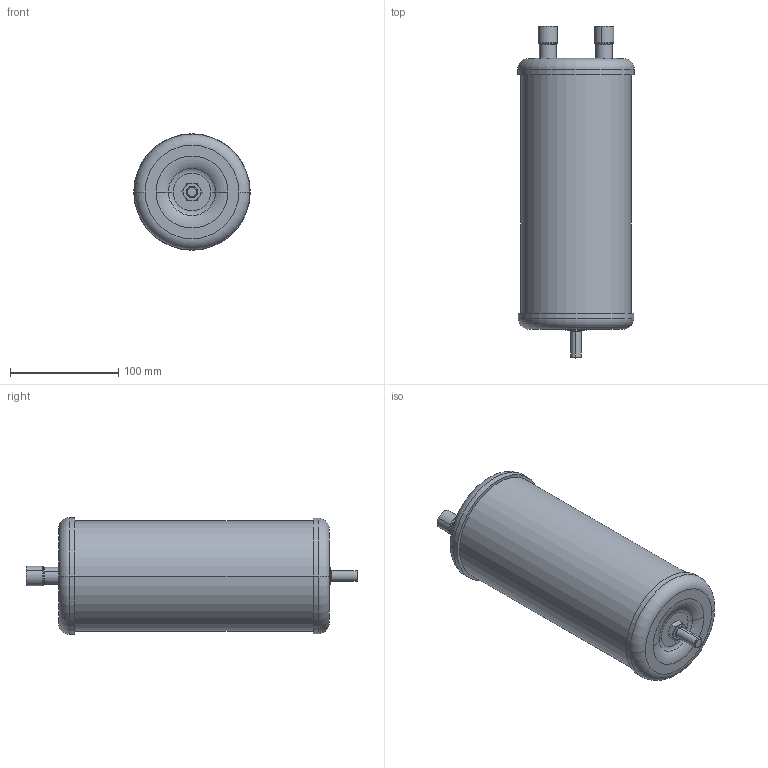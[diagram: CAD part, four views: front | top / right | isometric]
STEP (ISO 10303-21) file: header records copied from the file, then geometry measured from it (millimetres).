
FILE_DESCRIPTION((''),'2;1');
FILE_NAME('191U006110','2024-06-12T09:10:57',('U434391'),('DANFOSS COMMERCIAL COMPRESSOR'),'CREO PARAMETRIC BY PTC INC, 2022124','CREO PARAMETRIC BY PTC INC, 2022124','');
FILE_SCHEMA(('CONFIG_CONTROL_DESIGN'));
Length unit declared in the file: millimetre
Products named in the file (1): 191U006110
Bounding box: 107.4 x 306.4 x 107.4 mm (x, y, z)
Volume: 271126.3 mm3; surface area: 238869.9 mm2
Topology: 3 solids, 3 shells, 122 faces, 261 edges, 155 vertices
Faces by surface type: torus 46, cylinder 40, plane 28, cone 8
Entity records: 3496 total; most frequent: CARTESIAN_POINT 690, DIRECTION 666, ORIENTED_EDGE 522, AXIS2_PLACEMENT_3D 303, EDGE_CURVE 261, CIRCLE 181, VERTEX_POINT 155, EDGE_LOOP 142
